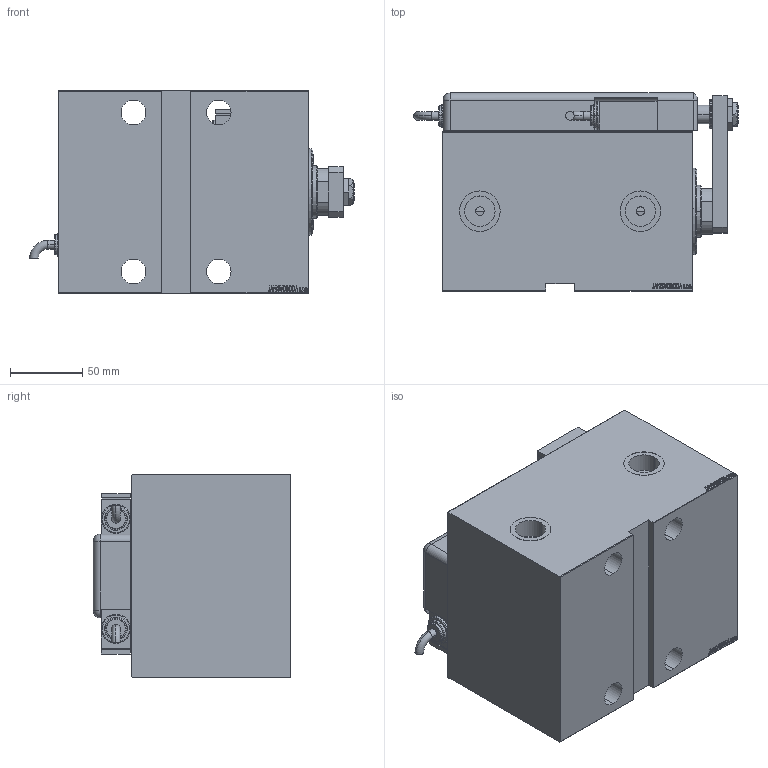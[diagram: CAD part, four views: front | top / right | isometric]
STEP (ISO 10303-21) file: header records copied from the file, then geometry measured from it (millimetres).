
FILE_DESCRIPTION (( 'STEP AP203' ), '1' );
FILE_NAME ('2604.STEP', '2021-03-18T17:48:20', ( '' ), ( '' ), 'SwSTEP 2.0', 'SolidWorks 2019', '' );
FILE_SCHEMA (( 'CONFIG_CONTROL_DESIGN' ));
Length unit declared in the file: millimetre
Products named in the file (13): TYC fdb93fd81ef2428d7275187adbb20c6c; V450CM_G fdb93fd81ef2428d7275187adbb20c6c; V450CM_G_VCP fdb93fd81ef2428d7275187adbb20c6c; ZARAZKA_Q fdb93fd81ef2428d7275187adbb20c6c; 2604; NUT_D19 fdb93fd81ef2428d7275187adbb20c6c; SWITCH_Q_FRONT_BACK fdb93fd81ef2428d7275187adbb20c6c; KRYT fdb93fd81ef2428d7275187adbb20c6c; MAGNETIC SWITCH Q fdb93fd81ef2428d7275187adbb20c6c; V450CM_VC_G fdb93fd81ef2428d7275187adbb20c6c; NUT_D13 fdb93fd81ef2428d7275187adbb20c6c; SWITCH Q fdb93fd81ef2428d7275187adbb20c6c; SWITCH DIM A_G fdb93fd81ef2428d7275187adbb20c6c
Assembly tree (13 placements, depth 3):
  2604
    V450CM_G fdb93fd81ef2428d7275187adbb20c6c
    V450CM_G_VCP fdb93fd81ef2428d7275187adbb20c6c
    V450CM_VC_G fdb93fd81ef2428d7275187adbb20c6c
    MAGNETIC SWITCH Q fdb93fd81ef2428d7275187adbb20c6c
      SWITCH_Q_FRONT_BACK fdb93fd81ef2428d7275187adbb20c6c
      TYC fdb93fd81ef2428d7275187adbb20c6c
      ZARAZKA_Q fdb93fd81ef2428d7275187adbb20c6c
      SWITCH DIM A_G fdb93fd81ef2428d7275187adbb20c6c
      NUT_D19 fdb93fd81ef2428d7275187adbb20c6c
      NUT_D13 fdb93fd81ef2428d7275187adbb20c6c
      KRYT fdb93fd81ef2428d7275187adbb20c6c
      SWITCH Q fdb93fd81ef2428d7275187adbb20c6c  x2
Bounding box: 224.46 x 136.8 x 140 mm (x, y, z)
Volume: 2233012.6 mm3; surface area: 313946.6 mm2
Topology: 13 solids, 13 shells, 1258 faces, 3195 edges, 2109 vertices
Faces by surface type: plane 622, bspline 471, cylinder 119, cone 22, torus 22, sphere 2
Entity records: 59522 total; most frequent: CARTESIAN_POINT 31630, ORIENTED_EDGE 6194, DIRECTION 3933, EDGE_CURVE 3097, VERTEX_POINT 2049, LINE 1849, VECTOR 1849, EDGE_LOOP 1392
